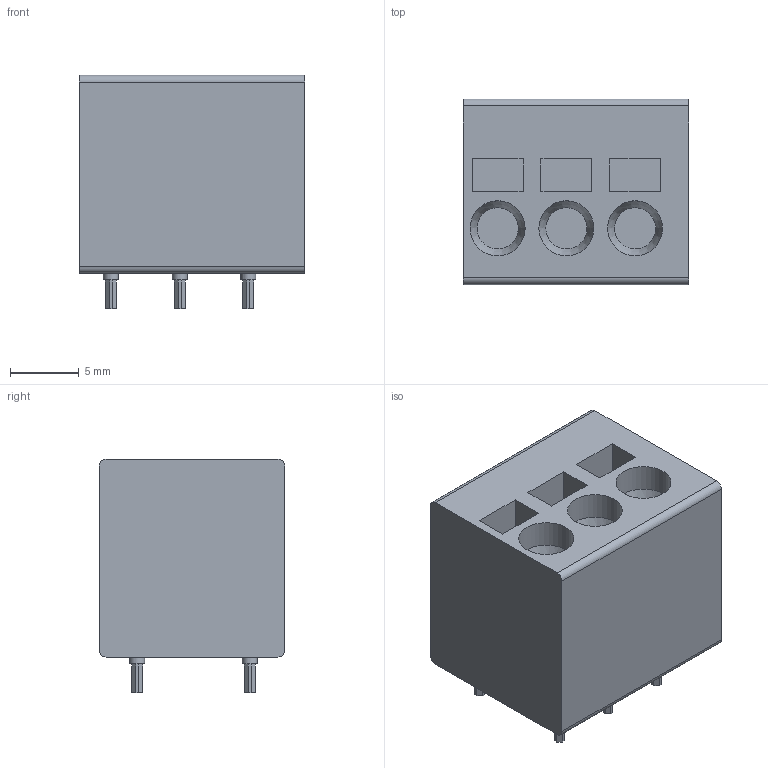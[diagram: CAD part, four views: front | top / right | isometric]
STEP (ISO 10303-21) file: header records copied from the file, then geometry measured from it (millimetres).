
FILE_DESCRIPTION(/* description */ ('model of PhoenixContact_SPT_2.5_3-V-5.0-EX_1x03_P5.0mm_Vertical'),/* implementation_level */ '2;1');
FILE_NAME(/* name */ 'PhoenixContact_SPT_2.5_3-V-5.0-EX_1x03_P5.0mm_Vertical.step',/* time_stamp */ '2023-01-30T13:57:28',/* author */ ('KiCAD','kicad'),/* organization */ ('OCCT'),/* preprocessor_version */ '',/* originating_system */ 'KiCAD',/* authorisation */ '');
FILE_SCHEMA(('AUTOMOTIVE_DESIGN { 1 0 10303 214 1 1 1 1 }'));
Length unit declared in the file: millimetre
Products named in the file (7): CQ assembly; a699a57e-a09d-11ed-8f45-a0cec80452fd; a699a57e-a09d-11ed-8f45-a0cec80452fd_part; a699a9de-a09d-11ed-8f45-a0cec80452fd; a699a9de-a09d-11ed-8f45-a0cec80452fd_part; a699acae-a09d-11ed-8f45-a0cec80452fd; a699acae-a09d-11ed-8f45-a0cec80452fd_part
Assembly tree (6 placements, depth 4):
  CQ assembly
    a699a57e-a09d-11ed-8f45-a0cec80452fd
      a699a57e-a09d-11ed-8f45-a0cec80452fd_part
      a699a9de-a09d-11ed-8f45-a0cec80452fd
        a699a9de-a09d-11ed-8f45-a0cec80452fd_part
      a699acae-a09d-11ed-8f45-a0cec80452fd
        a699acae-a09d-11ed-8f45-a0cec80452fd_part
Bounding box: 16.4 x 13.5 x 17 mm (x, y, z)
Volume: 2992.2 mm3; surface area: 1568.3 mm2
Topology: 7 solids, 7 shells, 106 faces, 237 edges, 157 vertices
Faces by surface type: plane 90, cylinder 13, cone 3
Full cylindrical faces by diameter (mm): 1.1 x6, 4 x3
Entity records: 3065 total; most frequent: CARTESIAN_POINT 507, DIRECTION 492, ORIENTED_EDGE 474, EDGE_CURVE 237, LINE 208, VECTOR 208, VERTEX_POINT 157, AXIS2_PLACEMENT_3D 142
